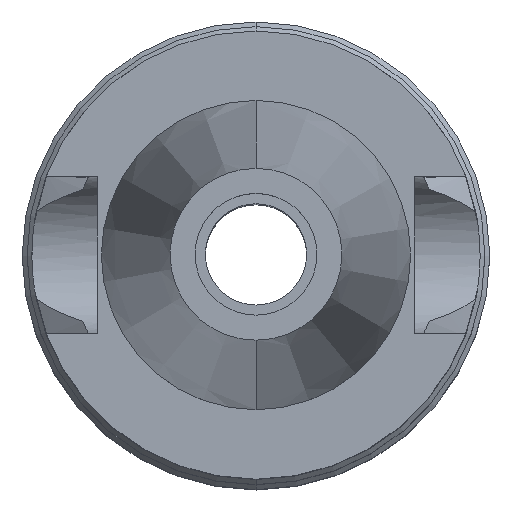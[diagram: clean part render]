
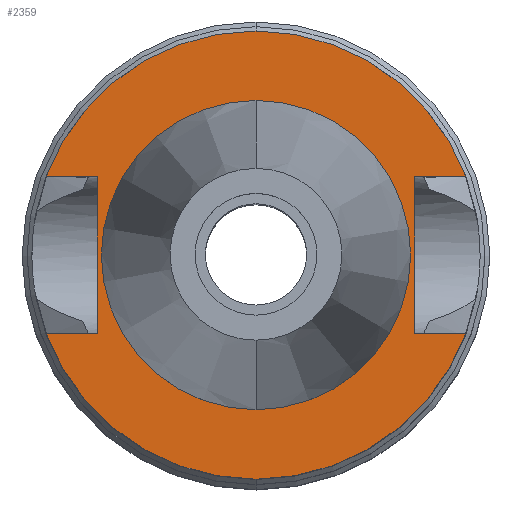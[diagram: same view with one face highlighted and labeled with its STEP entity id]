
A CAD part, top view. The second image highlights one B-rep face of the part: STEP entity #2359.
In plain terms, the highlighted planar face has unit normal (0, 0, 1).
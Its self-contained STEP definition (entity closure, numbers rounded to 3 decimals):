
#1003=DIRECTION('',(1.,0.,0.));
#1004=VECTOR('',#1003,5.245);
#1005=CARTESIAN_POINT('',(16.3,8.05,-1.));
#1006=LINE('',#1005,#1004);
#1040=DIRECTION('',(0.,1.,0.));
#1041=VECTOR('',#1040,16.1);
#1042=CARTESIAN_POINT('',(-16.3,-8.05,-1.));
#1043=LINE('',#1042,#1041);
#1047=DIRECTION('',(-1.,0.,0.));
#1048=VECTOR('',#1047,5.245);
#1049=CARTESIAN_POINT('',(-16.3,8.05,-1.));
#1050=LINE('',#1049,#1048);
#1054=CARTESIAN_POINT('',(0.,0.,-1.));
#1055=DIRECTION('',(0.,0.,-1.));
#1056=DIRECTION('',(-0.937,0.35,0.));
#1057=AXIS2_PLACEMENT_3D('',#1054,#1055,#1056);
#1062=CARTESIAN_POINT('',(0.,0.,-1.));
#1063=DIRECTION('',(0.,0.,-1.));
#1064=DIRECTION('',(0.,1.,0.));
#1065=AXIS2_PLACEMENT_3D('',#1062,#1063,#1064);
#1070=DIRECTION('',(0.,-1.,0.));
#1071=VECTOR('',#1070,16.1);
#1072=CARTESIAN_POINT('',(16.3,8.05,-1.));
#1073=LINE('',#1072,#1071);
#1077=DIRECTION('',(1.,0.,0.));
#1078=VECTOR('',#1077,5.245);
#1079=CARTESIAN_POINT('',(16.3,-8.05,-1.));
#1080=LINE('',#1079,#1078);
#1084=CARTESIAN_POINT('',(0.,0.,-1.));
#1085=DIRECTION('',(0.,0.,-1.));
#1086=DIRECTION('',(0.937,-0.35,0.));
#1087=AXIS2_PLACEMENT_3D('',#1084,#1085,#1086);
#1092=CARTESIAN_POINT('',(0.,0.,-1.));
#1093=DIRECTION('',(0.,0.,-1.));
#1094=DIRECTION('',(0.,-1.,0.));
#1095=AXIS2_PLACEMENT_3D('',#1092,#1093,#1094);
#1100=CARTESIAN_POINT('',(0.,0.,-1.));
#1101=DIRECTION('',(0.,0.,1.));
#1102=DIRECTION('',(0.,-1.,0.));
#1103=AXIS2_PLACEMENT_3D('',#1100,#1101,#1102);
#1108=CARTESIAN_POINT('',(0.,0.,-1.));
#1109=DIRECTION('',(0.,0.,1.));
#1110=DIRECTION('',(0.,1.,0.));
#1111=AXIS2_PLACEMENT_3D('',#1108,#1109,#1110);
#1156=DIRECTION('',(-1.,0.,0.));
#1157=VECTOR('',#1156,5.245);
#1158=CARTESIAN_POINT('',(-16.3,-8.05,-1.));
#1159=LINE('',#1158,#1157);
#1433=CARTESIAN_POINT('',(-16.3,-8.05,-1.));
#1434=VERTEX_POINT('',#1433);
#1435=CARTESIAN_POINT('',(-21.545,-8.05,-1.));
#1436=VERTEX_POINT('',#1435);
#1437=CARTESIAN_POINT('',(-16.3,8.05,-1.));
#1438=VERTEX_POINT('',#1437);
#1439=CARTESIAN_POINT('',(-21.545,8.05,-1.));
#1440=VERTEX_POINT('',#1439);
#1441=CARTESIAN_POINT('',(0.,23.,-1.));
#1442=CARTESIAN_POINT('',(21.545,8.05,-1.));
#1443=VERTEX_POINT('',#1441);
#1444=VERTEX_POINT('',#1442);
#1445=CARTESIAN_POINT('',(16.3,8.05,-1.));
#1446=VERTEX_POINT('',#1445);
#1447=CARTESIAN_POINT('',(16.3,-8.05,-1.));
#1448=VERTEX_POINT('',#1447);
#1449=CARTESIAN_POINT('',(21.545,-8.05,-1.));
#1450=VERTEX_POINT('',#1449);
#1451=CARTESIAN_POINT('',(0.,-23.,-1.));
#1452=VERTEX_POINT('',#1451);
#1453=CARTESIAN_POINT('',(0.,-15.875,-1.));
#1454=CARTESIAN_POINT('',(0.,15.875,-1.));
#1455=VERTEX_POINT('',#1453);
#1456=VERTEX_POINT('',#1454);
#2331=CARTESIAN_POINT('',(0.,0.,-1.));
#2332=DIRECTION('',(0.,0.,-1.));
#2333=DIRECTION('',(0.,-1.,0.));
#2334=AXIS2_PLACEMENT_3D('',#2331,#2332,#2333);
#2335=PLANE('',#2334);
#2337=ORIENTED_EDGE('',*,*,#2336,.T.);
#2338=ORIENTED_EDGE('',*,*,#2276,.T.);
#2339=ORIENTED_EDGE('',*,*,#2296,.T.);
#2340=ORIENTED_EDGE('',*,*,#2294,.T.);
#2341=ORIENTED_EDGE('',*,*,#2310,.F.);
#2342=ORIENTED_EDGE('',*,*,#2321,.T.);
#2344=ORIENTED_EDGE('',*,*,#2343,.T.);
#2346=ORIENTED_EDGE('',*,*,#2345,.T.);
#2348=ORIENTED_EDGE('',*,*,#2347,.T.);
#2350=ORIENTED_EDGE('',*,*,#2349,.F.);
#2351=EDGE_LOOP('',(#2337,#2338,#2339,#2340,#2341,#2342,#2344,#2346,#2348,
#2350));
#2352=FACE_OUTER_BOUND('',#2351,.F.);
#2354=ORIENTED_EDGE('',*,*,#2353,.T.);
#2356=ORIENTED_EDGE('',*,*,#2355,.T.);
#2357=EDGE_LOOP('',(#2354,#2356));
#2358=FACE_BOUND('',#2357,.F.);
#1058=CIRCLE('',#1057,23.);
#1066=CIRCLE('',#1065,23.);
#1088=CIRCLE('',#1087,23.);
#1096=CIRCLE('',#1095,23.);
#1104=CIRCLE('',#1103,15.875);
#1112=CIRCLE('',#1111,15.875);
#2276=EDGE_CURVE('',#1438,#1440,#1050,.T.);
#2294=EDGE_CURVE('',#1443,#1444,#1066,.T.);
#2296=EDGE_CURVE('',#1440,#1443,#1058,.T.);
#2310=EDGE_CURVE('',#1446,#1444,#1006,.T.);
#2321=EDGE_CURVE('',#1446,#1448,#1073,.T.);
#2336=EDGE_CURVE('',#1434,#1438,#1043,.T.);
#2343=EDGE_CURVE('',#1448,#1450,#1080,.T.);
#2345=EDGE_CURVE('',#1450,#1452,#1088,.T.);
#2347=EDGE_CURVE('',#1452,#1436,#1096,.T.);
#2349=EDGE_CURVE('',#1434,#1436,#1159,.T.);
#2353=EDGE_CURVE('',#1455,#1456,#1104,.T.);
#2355=EDGE_CURVE('',#1456,#1455,#1112,.T.);
#2359=ADVANCED_FACE('',(#2352,#2358),#2335,.F.);
